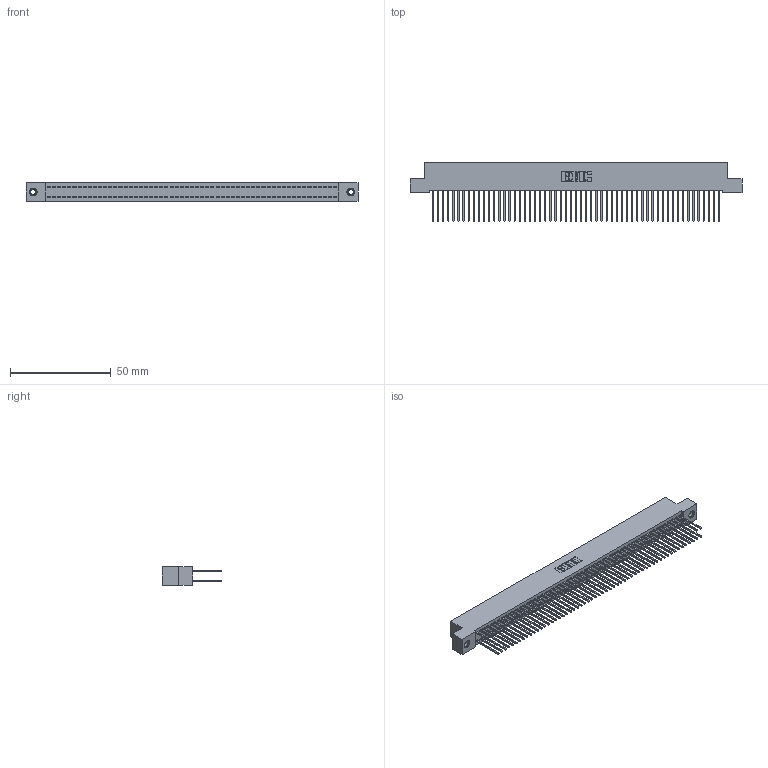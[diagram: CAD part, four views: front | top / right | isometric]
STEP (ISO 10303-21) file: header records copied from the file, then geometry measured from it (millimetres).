
FILE_DESCRIPTION (( 'STEP AP203' ), '1' );
FILE_NAME ('392-114-540-207.STEP', '2019-10-10T01:02:10', ( '' ), ( '' ), 'SwSTEP 2.0', 'SolidWorks 2016', '' );
FILE_SCHEMA (( 'CONFIG_CONTROL_DESIGN' ));
Length unit declared in the file: inch
Products named in the file (4): 342 Part_TI; 345-292-001_345-293-140; 345-250-001_345-250-005-103; 392-114-540-207
Assembly tree (117 placements, depth 2):
  392-114-540-207
    342 Part_TI
    345-292-001_345-293-140  x114
    345-250-001_345-250-005-103  x2
Bounding box: 165.1 x 29.47 x 9.4 mm (x, y, z)
Volume: 15324.7 mm3; surface area: 27261.4 mm2
Topology: 117 solids, 117 shells, 6098 faces, 18105 edges, 11910 vertices
Faces by surface type: plane 4202, cylinder 1880, cone 12, torus 4
Entity records: 35802 total; most frequent: CARTESIAN_POINT 5897, ORIENTED_EDGE 5826, DIRECTION 5043, EDGE_CURVE 2913, VECTOR 2765, LINE 2765, VERTEX_POINT 1936, AXIS2_PLACEMENT_3D 1139
